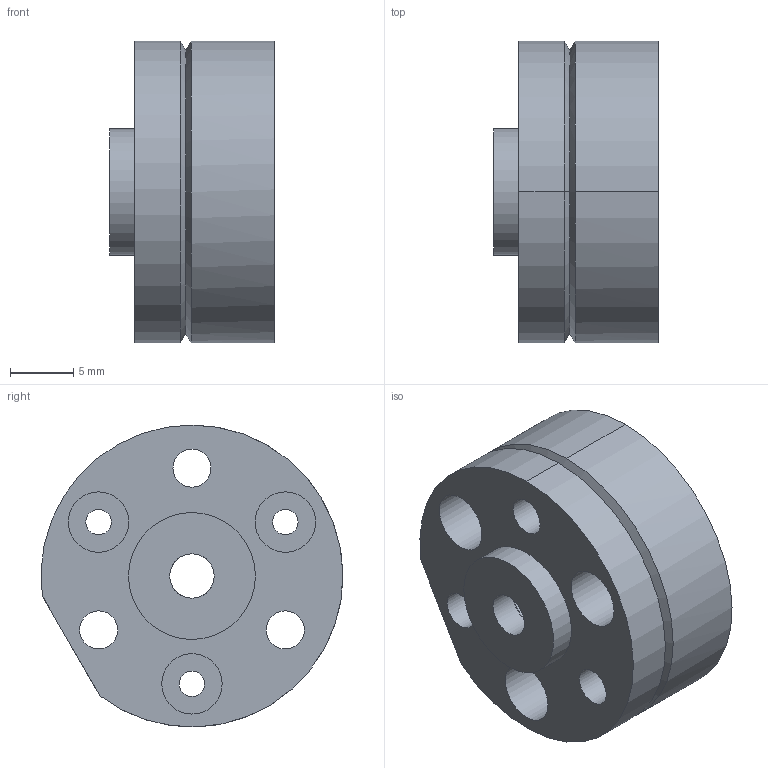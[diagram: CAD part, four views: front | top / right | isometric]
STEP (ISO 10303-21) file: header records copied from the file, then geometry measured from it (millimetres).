
FILE_DESCRIPTION(('HOOPS Exchange Step'),'2;1');
FILE_NAME('temp_export','2022-11-30T16:16:08-06:00',('jonat'),('Shapr3D Limited'),'HOOPS Exchange 2022.0','Shapr3D','Authorized');
FILE_SCHEMA( ('AUTOMOTIVE_DESIGN { 1 0 10303 214 1 1 1 1 }') );
Length unit declared in the file: millimetre
Products named in the file (2): Assy; root
Assembly tree (1 placements, depth 2):
  root
    Assy
Bounding box: 13 x 23.79 x 23.8 mm (x, y, z)
Volume: 4053 mm3; surface area: 2618.8 mm2
Topology: 1 solids, 1 shells, 30 faces, 89 edges, 66 vertices
Faces by surface type: cylinder 17, plane 8, cone 4, bspline 1
Full cylindrical faces by diameter (mm): 2 x3, 3 x3, 3.5 x1, 4.5 x1, 4.763 x3, 10 x2
Entity records: 1765 total; most frequent: CARTESIAN_POINT 826, DIRECTION 195, ORIENTED_EDGE 178, EDGE_CURVE 89, AXIS2_PLACEMENT_3D 86, VERTEX_POINT 66, CIRCLE 55, EDGE_LOOP 49
